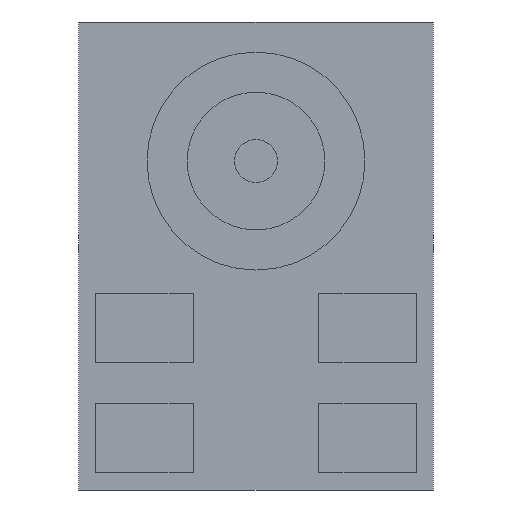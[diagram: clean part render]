
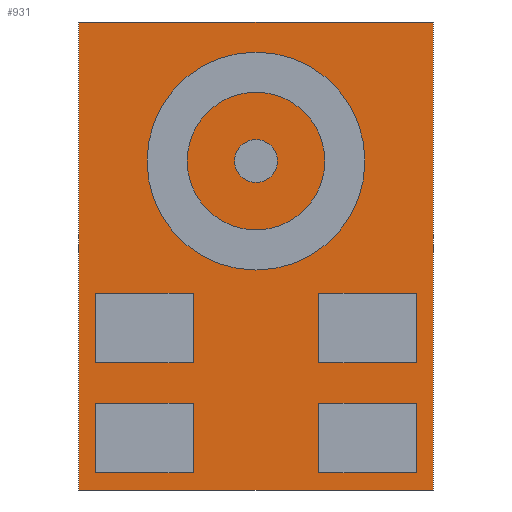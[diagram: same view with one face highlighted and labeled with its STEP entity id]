
A CAD part, front view. The second image highlights one B-rep face of the part: STEP entity #931.
In plain terms, the highlighted planar face has unit normal (0, -1, 0).
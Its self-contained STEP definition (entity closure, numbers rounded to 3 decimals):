
#65=LINE('',#1422,#157);
#69=LINE('',#1430,#161);
#72=LINE('',#1436,#164);
#75=LINE('',#1441,#167);
#157=VECTOR('',#1165,3.5);
#161=VECTOR('',#1171,2.65);
#164=VECTOR('',#1176,3.5);
#167=VECTOR('',#1181,2.65);
#239=PLANE('',#1003);
#257=FACE_BOUND('',#358,.T.);
#293=FACE_OUTER_BOUND('',#357,.T.);
#357=EDGE_LOOP('',(#720,#721,#722,#723));
#358=EDGE_LOOP('',(#724));
#388=CIRCLE('',#997,0.16);
#442=VERTEX_POINT('',#1417);
#443=VERTEX_POINT('',#1420);
#444=VERTEX_POINT('',#1421);
#447=VERTEX_POINT('',#1429);
#449=VERTEX_POINT('',#1435);
#532=EDGE_CURVE('',#442,#442,#388,.T.);
#533=EDGE_CURVE('',#443,#444,#65,.T.);
#537=EDGE_CURVE('',#447,#443,#69,.T.);
#540=EDGE_CURVE('',#449,#447,#72,.T.);
#543=EDGE_CURVE('',#444,#449,#75,.T.);
#720=ORIENTED_EDGE('',*,*,#543,.F.);
#721=ORIENTED_EDGE('',*,*,#533,.F.);
#722=ORIENTED_EDGE('',*,*,#537,.F.);
#723=ORIENTED_EDGE('',*,*,#540,.F.);
#724=ORIENTED_EDGE('',*,*,#532,.T.);
#931=ADVANCED_FACE('',(#293,#257),#239,.F.);
#997=AXIS2_PLACEMENT_3D('',#1418,#1161,#1162);
#1003=AXIS2_PLACEMENT_3D('',#1444,#1185,#1186);
#1161=DIRECTION('center_axis',(0.,1.,0.));
#1162=DIRECTION('ref_axis',(1.,0.,0.));
#1165=DIRECTION('',(0.,0.,1.));
#1171=DIRECTION('',(-1.,0.,0.));
#1176=DIRECTION('',(0.,0.,-1.));
#1181=DIRECTION('',(1.,0.,0.));
#1185=DIRECTION('center_axis',(0.,1.,0.));
#1186=DIRECTION('ref_axis',(0.,0.,1.));
#1417=CARTESIAN_POINT('',(-1.485,0.,2.46));
#1418=CARTESIAN_POINT('Origin',(-1.325,0.,2.46));
#1420=CARTESIAN_POINT('',(-2.65,0.,0.));
#1421=CARTESIAN_POINT('',(-2.65,0.,3.5));
#1422=CARTESIAN_POINT('',(-2.65,0.,0.));
#1429=CARTESIAN_POINT('',(0.,0.,0.));
#1430=CARTESIAN_POINT('',(0.,0.,0.));
#1435=CARTESIAN_POINT('',(0.,0.,3.5));
#1436=CARTESIAN_POINT('',(0.,0.,3.5));
#1441=CARTESIAN_POINT('',(-2.65,0.,3.5));
#1444=CARTESIAN_POINT('Origin',(-1.325,0.,1.75));
